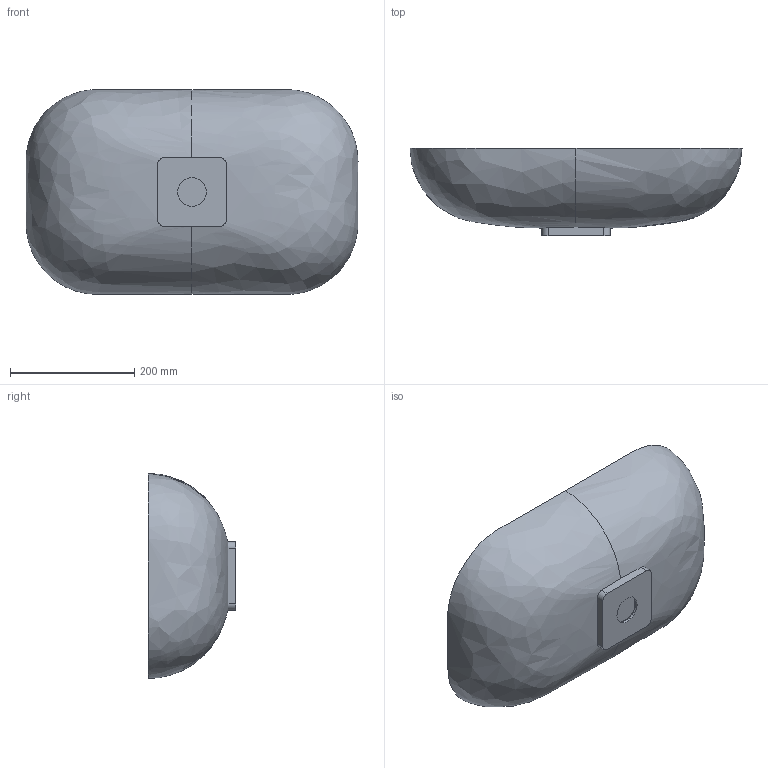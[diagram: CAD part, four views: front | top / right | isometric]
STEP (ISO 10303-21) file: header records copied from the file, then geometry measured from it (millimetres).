
FILE_DESCRIPTION (( 'STEP AP214' ), '1' );
FILE_NAME ('Z795-4SO.STEP', '2018-09-07T08:52:05', ( 'User' ), ( '' ), 'SwSTEP 2.0', 'SolidWorks 2017', '' );
FILE_SCHEMA (( 'AUTOMOTIVE_DESIGN' ));
Length unit declared in the file: millimetre
Products named in the file (2): Z795-4SO
Bounding box: 535 x 141 x 330 mm (x, y, z)
Volume: 3691520.8 mm3; surface area: 513532 mm2
Topology: 2 solids, 2 shells, 36 faces, 92 edges, 60 vertices
Faces by surface type: plane 16, cylinder 14, bspline 4, cone 2
Entity records: 8118 total; most frequent: CARTESIAN_POINT 7224, ORIENTED_EDGE 184, DIRECTION 156, EDGE_CURVE 92, VERTEX_POINT 60, AXIS2_PLACEMENT_3D 56, VECTOR 44, LINE 44
